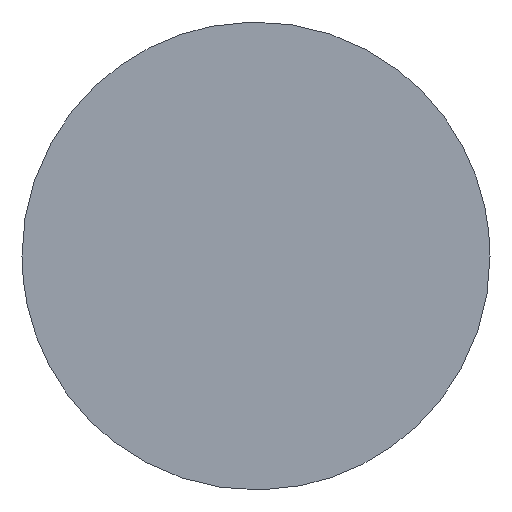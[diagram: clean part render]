
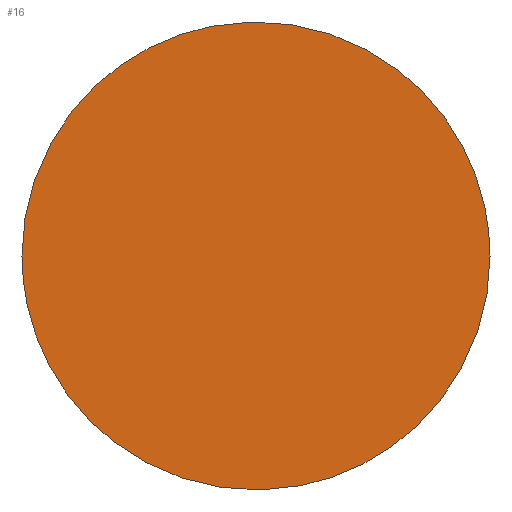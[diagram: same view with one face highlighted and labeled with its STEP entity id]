
A CAD part, front view. The second image highlights one B-rep face of the part: STEP entity #16.
In plain terms, the highlighted planar face has unit normal (0, -1, 0).
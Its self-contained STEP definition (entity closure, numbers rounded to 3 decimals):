
#16=ADVANCED_FACE('',(#20),#55,.T.);
#20=FACE_OUTER_BOUND('',#24,.T.);
#24=EDGE_LOOP('',(#31,#32));
#31=ORIENTED_EDGE('',*,*,#43,.F.);
#32=ORIENTED_EDGE('',*,*,#39,.F.);
#39=EDGE_CURVE('',#51,#53,#45,.T.);
#43=EDGE_CURVE('',#53,#51,#49,.T.);
#45=(
BOUNDED_CURVE()
B_SPLINE_CURVE(2,(#115,#116,#117,#118,#119),.UNSPECIFIED.,.F.,.F.)
B_SPLINE_CURVE_WITH_KNOTS((3,2,3),(0.,9.425,18.85),
 .UNSPECIFIED.)
CURVE()
GEOMETRIC_REPRESENTATION_ITEM()
RATIONAL_B_SPLINE_CURVE((1.,0.707,1.,0.707,1.))
REPRESENTATION_ITEM('')
);
#49=(
BOUNDED_CURVE()
B_SPLINE_CURVE(2,(#129,#130,#131,#132,#133),.UNSPECIFIED.,.F.,.F.)
B_SPLINE_CURVE_WITH_KNOTS((3,2,3),(18.85,28.274,37.699),
 .UNSPECIFIED.)
CURVE()
GEOMETRIC_REPRESENTATION_ITEM()
RATIONAL_B_SPLINE_CURVE((1.,0.707,1.,0.707,1.))
REPRESENTATION_ITEM('')
);
#51=VERTEX_POINT('',#111);
#53=VERTEX_POINT('',#113);
#55=PLANE('',#79);
#79=AXIS2_PLACEMENT_3D('',#99,#84,$);
#84=DIRECTION('',(0.,-1.,0.));
#99=CARTESIAN_POINT('',(-7.5,-1000.,7.5));
#111=CARTESIAN_POINT('',(6.,-1000.,0.));
#113=CARTESIAN_POINT('',(-6.,-1000.,0.));
#115=CARTESIAN_POINT('',(6.,-1000.,0.));
#116=CARTESIAN_POINT('',(6.,-1000.,-6.));
#117=CARTESIAN_POINT('',(0.,-1000.,-6.));
#118=CARTESIAN_POINT('',(-6.,-1000.,-6.));
#119=CARTESIAN_POINT('',(-6.,-1000.,0.));
#129=CARTESIAN_POINT('',(-6.,-1000.,0.));
#130=CARTESIAN_POINT('',(-6.,-1000.,6.));
#131=CARTESIAN_POINT('',(0.,-1000.,6.));
#132=CARTESIAN_POINT('',(6.,-1000.,6.));
#133=CARTESIAN_POINT('',(6.,-1000.,0.));
